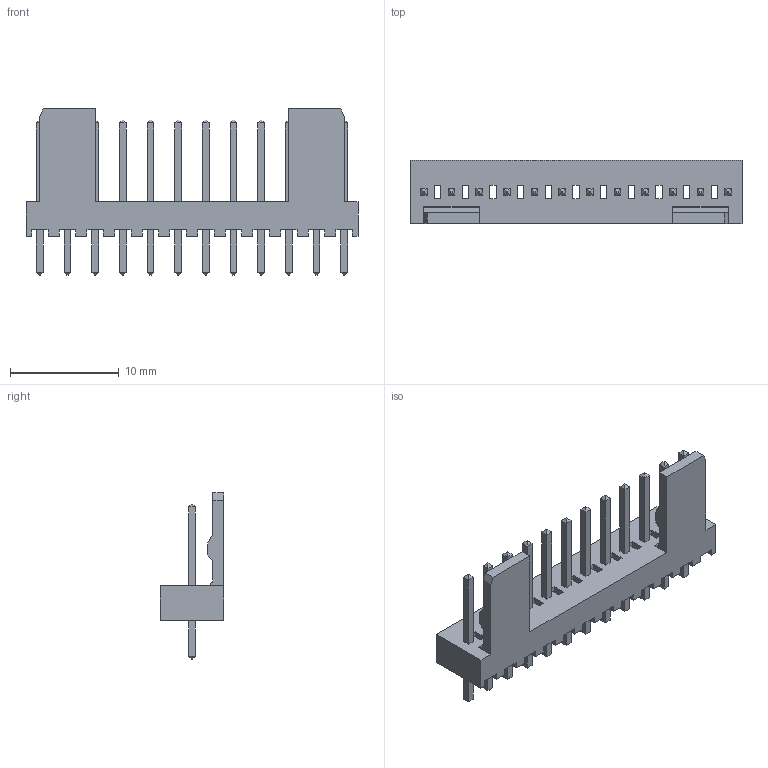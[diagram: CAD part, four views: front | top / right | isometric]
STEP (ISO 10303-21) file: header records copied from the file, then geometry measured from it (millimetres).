
FILE_DESCRIPTION(/* description */ ('model of Molex_KK-254_AE-6410-12A_1x12_P2.54mm_Vertical'),/* implementation_level */ '2;1');
FILE_NAME(/* name */ 'Molex_KK-254_AE-6410-12A_1x12_P2.54mm_Vertical.step',/* time_stamp */ '2017-12-04T15:10:43',/* author */ ('Ray Benitez',''),/* organization */ (''),/* preprocessor_version */ '',/* originating_system */ '',/* authorisation */ '');
FILE_SCHEMA(('AUTOMOTIVE_DESIGN { 1 0 10303 214 1 1 1 1 }'));
Length unit declared in the file: millimetre
Products named in the file (1): Molex_AE_6410_12A
Bounding box: 30.48 x 5.8 x 15.26 mm (x, y, z)
Volume: 624.4 mm3; surface area: 1312.7 mm2
Topology: 1 solids, 1 shells, 334 faces, 828 edges, 520 vertices
Faces by surface type: plane 332, cylinder 2
Entity records: 6534 total; most frequent: ORIENTED_EDGE 1295, CARTESIAN_POINT 1076, EDGE_CURVE 828, LINE 750, VERTEX_POINT 520, FACE_BOUND 380, EDGE_LOOP 380, ADVANCED_FACE 334
